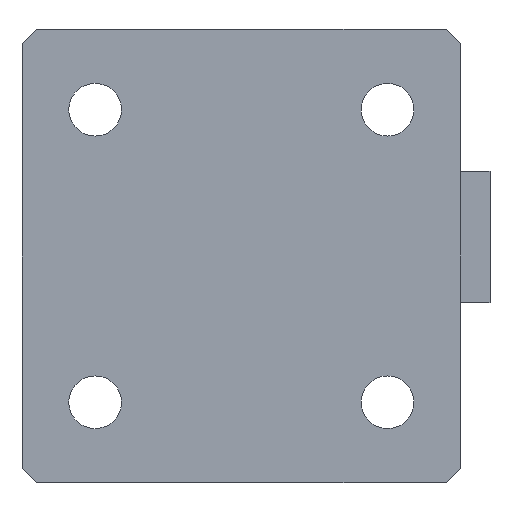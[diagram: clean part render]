
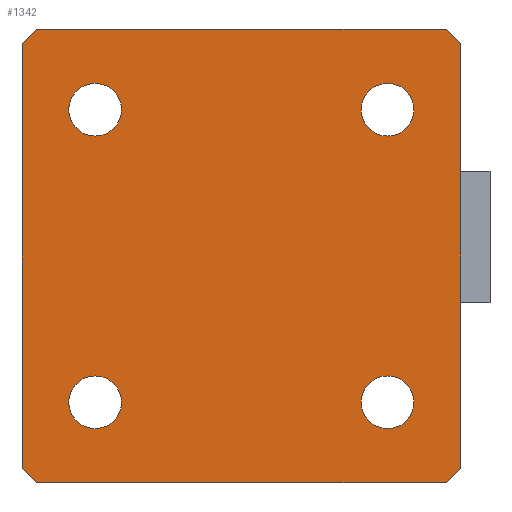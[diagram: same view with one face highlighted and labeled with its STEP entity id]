
A CAD part, front view. The second image highlights one B-rep face of the part: STEP entity #1342.
In plain terms, the highlighted planar face has unit normal (0, -1, 0).
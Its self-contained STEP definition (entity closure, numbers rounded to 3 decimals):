
#4 = AXIS2_PLACEMENT_3D ( 'NONE', #1007, #412, #305 ) ;
#5 = CARTESIAN_POINT ( 'NONE',  ( 14., 0., -15.5 ) ) ;
#12 = DIRECTION ( 'NONE',  ( 0., 1., 0. ) ) ;
#22 = CARTESIAN_POINT ( 'NONE',  ( 14., 0., -15.5 ) ) ;
#24 = VERTEX_POINT ( 'NONE', #90 ) ;
#29 = EDGE_CURVE ( 'NONE', #615, #1458, #1297, .T. ) ;
#32 = ORIENTED_EDGE ( 'NONE', *, *, #322, .F. ) ;
#36 = AXIS2_PLACEMENT_3D ( 'NONE', #1146, #1399, #653 ) ;
#40 = AXIS2_PLACEMENT_3D ( 'NONE', #988, #1097, #284 ) ;
#43 = ORIENTED_EDGE ( 'NONE', *, *, #763, .T. ) ;
#64 = VECTOR ( 'NONE', #1178, 1000. ) ;
#73 = LINE ( 'NONE', #436, #64 ) ;
#90 = CARTESIAN_POINT ( 'NONE',  ( 10., 0., 11.8 ) ) ;
#100 = ORIENTED_EDGE ( 'NONE', *, *, #106, .T. ) ;
#106 = EDGE_CURVE ( 'NONE', #1500, #1261, #874, .T. ) ;
#115 = CIRCLE ( 'NONE', #40, 1.8 ) ;
#145 = VECTOR ( 'NONE', #1369, 1000. ) ;
#165 = VECTOR ( 'NONE', #360, 1000. ) ;
#171 = EDGE_CURVE ( 'NONE', #1190, #672, #307, .T. ) ;
#178 = VERTEX_POINT ( 'NONE', #1270 ) ;
#189 = ORIENTED_EDGE ( 'NONE', *, *, #362, .T. ) ;
#192 = ORIENTED_EDGE ( 'NONE', *, *, #1570, .T. ) ;
#196 = VECTOR ( 'NONE', #1536, 1000. ) ;
#201 = EDGE_CURVE ( 'NONE', #1217, #178, #899, .T. ) ;
#228 = DIRECTION ( 'NONE',  ( -0.707, 0., 0.707 ) ) ;
#231 = EDGE_LOOP ( 'NONE', ( #189, #43 ) ) ;
#232 = LINE ( 'NONE', #449, #196 ) ;
#265 = DIRECTION ( 'NONE',  ( 0., 0., -1. ) ) ;
#271 = DIRECTION ( 'NONE',  ( 0., 0., -1. ) ) ;
#273 = EDGE_CURVE ( 'NONE', #1496, #615, #923, .T. ) ;
#284 = DIRECTION ( 'NONE',  ( 0., 0., -1. ) ) ;
#300 = VECTOR ( 'NONE', #1143, 1000. ) ;
#305 = DIRECTION ( 'NONE',  ( 0., 0., -1. ) ) ;
#307 = LINE ( 'NONE', #403, #949 ) ;
#322 = EDGE_CURVE ( 'NONE', #597, #1190, #73, .T. ) ;
#360 = DIRECTION ( 'NONE',  ( 0., 0., 1. ) ) ;
#362 = EDGE_CURVE ( 'NONE', #1413, #1113, #802, .T. ) ;
#366 = CARTESIAN_POINT ( 'NONE',  ( 15., 0., -14.5 ) ) ;
#368 = DIRECTION ( 'NONE',  ( 0., -1., 0. ) ) ;
#370 = CARTESIAN_POINT ( 'NONE',  ( 10., 0., -10. ) ) ;
#391 = CARTESIAN_POINT ( 'NONE',  ( -14., 0., 15.5 ) ) ;
#403 = CARTESIAN_POINT ( 'NONE',  ( 15., 0., 14.5 ) ) ;
#404 = DIRECTION ( 'NONE',  ( 0., 1., 0. ) ) ;
#408 = LINE ( 'NONE', #528, #1448 ) ;
#412 = DIRECTION ( 'NONE',  ( 0., 1., 0. ) ) ;
#416 = AXIS2_PLACEMENT_3D ( 'NONE', #370, #842, #265 ) ;
#417 = DIRECTION ( 'NONE',  ( -0.707, 0., -0.707 ) ) ;
#435 = CARTESIAN_POINT ( 'NONE',  ( -14., 0., 15.5 ) ) ;
#436 = CARTESIAN_POINT ( 'NONE',  ( 15., 0., 14.5 ) ) ;
#447 = CARTESIAN_POINT ( 'NONE',  ( -14., 0., -15.5 ) ) ;
#449 = CARTESIAN_POINT ( 'NONE',  ( 14., 0., 15.5 ) ) ;
#487 = FACE_BOUND ( 'NONE', #1479, .T. ) ;
#517 = DIRECTION ( 'NONE',  ( 0., 0., -1. ) ) ;
#523 = LINE ( 'NONE', #22, #300 ) ;
#526 = EDGE_CURVE ( 'NONE', #1458, #614, #1495, .T. ) ;
#528 = CARTESIAN_POINT ( 'NONE',  ( 15., 0., -14.5 ) ) ;
#536 = CARTESIAN_POINT ( 'NONE',  ( -15., 0., 14.5 ) ) ;
#543 = AXIS2_PLACEMENT_3D ( 'NONE', #840, #739, #271 ) ;
#546 = EDGE_CURVE ( 'NONE', #1307, #1496, #523, .T. ) ;
#547 = CARTESIAN_POINT ( 'NONE',  ( 14., 0., 15.5 ) ) ;
#591 = CIRCLE ( 'NONE', #1254, 1.8 ) ;
#592 = ORIENTED_EDGE ( 'NONE', *, *, #1167, .T. ) ;
#597 = VERTEX_POINT ( 'NONE', #547 ) ;
#614 = VERTEX_POINT ( 'NONE', #435 ) ;
#615 = VERTEX_POINT ( 'NONE', #1293 ) ;
#618 = PLANE ( 'NONE',  #674 ) ;
#627 = VECTOR ( 'NONE', #228, 1000. ) ;
#643 = CARTESIAN_POINT ( 'NONE',  ( 15., 0., 14.5 ) ) ;
#653 = DIRECTION ( 'NONE',  ( 0., 0., -1. ) ) ;
#664 = CARTESIAN_POINT ( 'NONE',  ( -10., 0., 10. ) ) ;
#666 = ORIENTED_EDGE ( 'NONE', *, *, #201, .T. ) ;
#669 = CARTESIAN_POINT ( 'NONE',  ( -10., 0., -11.8 ) ) ;
#672 = VERTEX_POINT ( 'NONE', #366 ) ;
#674 = AXIS2_PLACEMENT_3D ( 'NONE', #1466, #368, #1348 ) ;
#692 = CARTESIAN_POINT ( 'NONE',  ( 10., 0., -8.2 ) ) ;
#712 = DIRECTION ( 'NONE',  ( 0., 0., -1. ) ) ;
#739 = DIRECTION ( 'NONE',  ( 0., 1., 0. ) ) ;
#748 = FACE_BOUND ( 'NONE', #799, .T. ) ;
#759 = EDGE_LOOP ( 'NONE', ( #781, #1438, #1008, #32, #930, #1234, #817, #1246 ) ) ;
#761 = CIRCLE ( 'NONE', #1288, 1.8 ) ;
#763 = EDGE_CURVE ( 'NONE', #1113, #1413, #761, .T. ) ;
#781 = ORIENTED_EDGE ( 'NONE', *, *, #546, .F. ) ;
#789 = EDGE_LOOP ( 'NONE', ( #192, #1166 ) ) ;
#799 = EDGE_LOOP ( 'NONE', ( #100, #1402 ) ) ;
#802 = CIRCLE ( 'NONE', #543, 1.8 ) ;
#817 = ORIENTED_EDGE ( 'NONE', *, *, #29, .F. ) ;
#828 = EDGE_CURVE ( 'NONE', #672, #1307, #408, .T. ) ;
#831 = VERTEX_POINT ( 'NONE', #1409 ) ;
#840 = CARTESIAN_POINT ( 'NONE',  ( -10., 0., -10. ) ) ;
#842 = DIRECTION ( 'NONE',  ( 0., 1., 0. ) ) ;
#853 = CARTESIAN_POINT ( 'NONE',  ( -15., 0., 14.5 ) ) ;
#874 = CIRCLE ( 'NONE', #416, 1.8 ) ;
#899 = CIRCLE ( 'NONE', #36, 1.8 ) ;
#905 = CARTESIAN_POINT ( 'NONE',  ( -14., 0., -15.5 ) ) ;
#922 = AXIS2_PLACEMENT_3D ( 'NONE', #1089, #12, #712 ) ;
#923 = LINE ( 'NONE', #447, #627 ) ;
#930 = ORIENTED_EDGE ( 'NONE', *, *, #982, .F. ) ;
#949 = VECTOR ( 'NONE', #517, 1000. ) ;
#967 = FACE_OUTER_BOUND ( 'NONE', #759, .T. ) ;
#982 = EDGE_CURVE ( 'NONE', #614, #597, #232, .T. ) ;
#988 = CARTESIAN_POINT ( 'NONE',  ( 10., 0., 10. ) ) ;
#1007 = CARTESIAN_POINT ( 'NONE',  ( 10., 0., -10. ) ) ;
#1008 = ORIENTED_EDGE ( 'NONE', *, *, #171, .F. ) ;
#1064 = EDGE_CURVE ( 'NONE', #831, #24, #115, .T. ) ;
#1085 = FACE_BOUND ( 'NONE', #231, .T. ) ;
#1089 = CARTESIAN_POINT ( 'NONE',  ( 10., 0., 10. ) ) ;
#1097 = DIRECTION ( 'NONE',  ( 0., 1., 0. ) ) ;
#1113 = VERTEX_POINT ( 'NONE', #669 ) ;
#1143 = DIRECTION ( 'NONE',  ( -1., 0., 0. ) ) ;
#1146 = CARTESIAN_POINT ( 'NONE',  ( -10., 0., 10. ) ) ;
#1157 = DIRECTION ( 'NONE',  ( 0., 0., -1. ) ) ;
#1166 = ORIENTED_EDGE ( 'NONE', *, *, #1064, .T. ) ;
#1167 = EDGE_CURVE ( 'NONE', #178, #1217, #591, .T. ) ;
#1178 = DIRECTION ( 'NONE',  ( 0.707, 0., -0.707 ) ) ;
#1190 = VERTEX_POINT ( 'NONE', #643 ) ;
#1217 = VERTEX_POINT ( 'NONE', #1437 ) ;
#1234 = ORIENTED_EDGE ( 'NONE', *, *, #526, .F. ) ;
#1239 = FACE_BOUND ( 'NONE', #789, .T. ) ;
#1246 = ORIENTED_EDGE ( 'NONE', *, *, #273, .F. ) ;
#1254 = AXIS2_PLACEMENT_3D ( 'NONE', #664, #404, #1408 ) ;
#1261 = VERTEX_POINT ( 'NONE', #1482 ) ;
#1270 = CARTESIAN_POINT ( 'NONE',  ( -10., 0., 11.8 ) ) ;
#1280 = CARTESIAN_POINT ( 'NONE',  ( -10., 0., -10. ) ) ;
#1288 = AXIS2_PLACEMENT_3D ( 'NONE', #1280, #1388, #1157 ) ;
#1293 = CARTESIAN_POINT ( 'NONE',  ( -15., 0., -14.5 ) ) ;
#1297 = LINE ( 'NONE', #853, #165 ) ;
#1307 = VERTEX_POINT ( 'NONE', #5 ) ;
#1342 = ADVANCED_FACE ( 'NONE', ( #748, #487, #1239, #1085, #967 ), #618, .T. ) ;
#1348 = DIRECTION ( 'NONE',  ( 0., 0., -1. ) ) ;
#1369 = DIRECTION ( 'NONE',  ( 0.707, 0., 0.707 ) ) ;
#1388 = DIRECTION ( 'NONE',  ( 0., 1., 0. ) ) ;
#1389 = CIRCLE ( 'NONE', #4, 1.8 ) ;
#1399 = DIRECTION ( 'NONE',  ( 0., 1., 0. ) ) ;
#1402 = ORIENTED_EDGE ( 'NONE', *, *, #1415, .T. ) ;
#1408 = DIRECTION ( 'NONE',  ( 0., 0., -1. ) ) ;
#1409 = CARTESIAN_POINT ( 'NONE',  ( 10., 0., 8.2 ) ) ;
#1413 = VERTEX_POINT ( 'NONE', #1521 ) ;
#1415 = EDGE_CURVE ( 'NONE', #1261, #1500, #1389, .T. ) ;
#1437 = CARTESIAN_POINT ( 'NONE',  ( -10., 0., 8.2 ) ) ;
#1438 = ORIENTED_EDGE ( 'NONE', *, *, #828, .F. ) ;
#1442 = CIRCLE ( 'NONE', #922, 1.8 ) ;
#1448 = VECTOR ( 'NONE', #417, 1000. ) ;
#1458 = VERTEX_POINT ( 'NONE', #536 ) ;
#1466 = CARTESIAN_POINT ( 'NONE',  ( 0., 0., 0. ) ) ;
#1479 = EDGE_LOOP ( 'NONE', ( #592, #666 ) ) ;
#1482 = CARTESIAN_POINT ( 'NONE',  ( 10., 0., -11.8 ) ) ;
#1495 = LINE ( 'NONE', #391, #145 ) ;
#1496 = VERTEX_POINT ( 'NONE', #905 ) ;
#1500 = VERTEX_POINT ( 'NONE', #692 ) ;
#1521 = CARTESIAN_POINT ( 'NONE',  ( -10., 0., -8.2 ) ) ;
#1536 = DIRECTION ( 'NONE',  ( 1., 0., 0. ) ) ;
#1570 = EDGE_CURVE ( 'NONE', #24, #831, #1442, .T. ) ;
